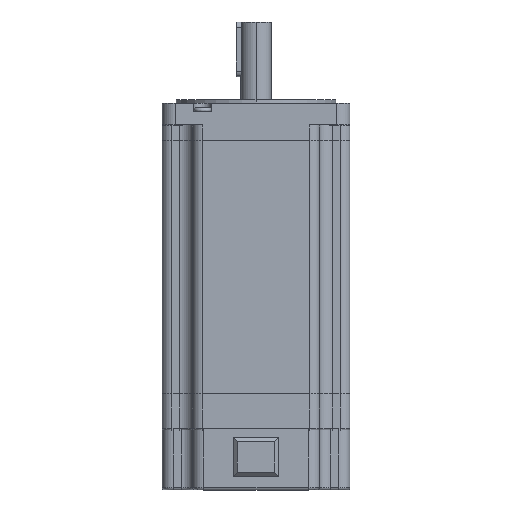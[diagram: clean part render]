
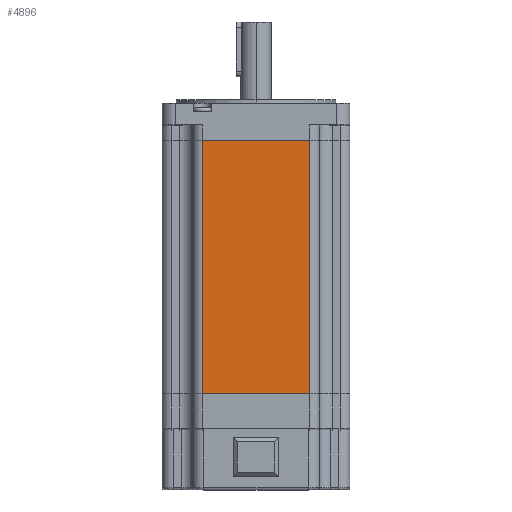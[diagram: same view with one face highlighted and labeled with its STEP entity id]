
A CAD part, top view. The second image highlights one B-rep face of the part: STEP entity #4896.
In plain terms, the highlighted planar face has unit normal (0, 0, 1).
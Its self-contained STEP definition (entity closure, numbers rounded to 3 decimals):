
#103 = CARTESIAN_POINT ( 'NONE',  ( 67.5, 116., 0. ) ) ;
#186 = VERTEX_POINT ( 'NONE', #5103 ) ;
#248 = VERTEX_POINT ( 'NONE', #2759 ) ;
#557 = AXIS2_PLACEMENT_3D ( 'NONE', #3105, #2190, #2239 ) ;
#1064 = ORIENTED_EDGE ( 'NONE', *, *, #9779, .F. ) ;
#1167 = VECTOR ( 'NONE', #5483, 1000. ) ;
#1481 = LINE ( 'NONE', #5426, #3611 ) ;
#1535 = VERTEX_POINT ( 'NONE', #1862 ) ;
#1862 = CARTESIAN_POINT ( 'NONE',  ( 18.5, 0., 0. ) ) ;
#2190 = DIRECTION ( 'NONE',  ( 0., 0., -1. ) ) ;
#2239 = DIRECTION ( 'NONE',  ( 0., -1., 0. ) ) ;
#2733 = LINE ( 'NONE', #4409, #8557 ) ;
#2759 = CARTESIAN_POINT ( 'NONE',  ( 18.5, 116., 0. ) ) ;
#3105 = CARTESIAN_POINT ( 'NONE',  ( 67.5, 116., 0. ) ) ;
#3230 = DIRECTION ( 'NONE',  ( 1., 0., 0. ) ) ;
#3298 = EDGE_LOOP ( 'NONE', ( #5769, #7693, #1064, #5394 ) ) ;
#3375 = LINE ( 'NONE', #103, #3949 ) ;
#3611 = VECTOR ( 'NONE', #6981, 1000. ) ;
#3879 = PLANE ( 'NONE',  #557 ) ;
#3949 = VECTOR ( 'NONE', #3230, 1000. ) ;
#4409 = CARTESIAN_POINT ( 'NONE',  ( 18.5, 116., 0. ) ) ;
#4683 = EDGE_CURVE ( 'NONE', #9275, #186, #4759, .T. ) ;
#4759 = LINE ( 'NONE', #7250, #1167 ) ;
#4896 = ADVANCED_FACE ( 'NONE', ( #6191 ), #3879, .F. ) ;
#5103 = CARTESIAN_POINT ( 'NONE',  ( 67.5, 0., 0. ) ) ;
#5394 = ORIENTED_EDGE ( 'NONE', *, *, #7957, .T. ) ;
#5426 = CARTESIAN_POINT ( 'NONE',  ( 67.5, 0., 0. ) ) ;
#5483 = DIRECTION ( 'NONE',  ( 0., -1., 0. ) ) ;
#5769 = ORIENTED_EDGE ( 'NONE', *, *, #7297, .T. ) ;
#6191 = FACE_OUTER_BOUND ( 'NONE', #3298, .T. ) ;
#6981 = DIRECTION ( 'NONE',  ( 1., 0., 0. ) ) ;
#7250 = CARTESIAN_POINT ( 'NONE',  ( 67.5, 116., 0. ) ) ;
#7297 = EDGE_CURVE ( 'NONE', #1535, #186, #1481, .T. ) ;
#7693 = ORIENTED_EDGE ( 'NONE', *, *, #4683, .F. ) ;
#7957 = EDGE_CURVE ( 'NONE', #248, #1535, #2733, .T. ) ;
#8557 = VECTOR ( 'NONE', #9821, 1000. ) ;
#9275 = VERTEX_POINT ( 'NONE', #10019 ) ;
#9779 = EDGE_CURVE ( 'NONE', #248, #9275, #3375, .T. ) ;
#9821 = DIRECTION ( 'NONE',  ( 0., -1., 0. ) ) ;
#10019 = CARTESIAN_POINT ( 'NONE',  ( 67.5, 116., 0. ) ) ;
